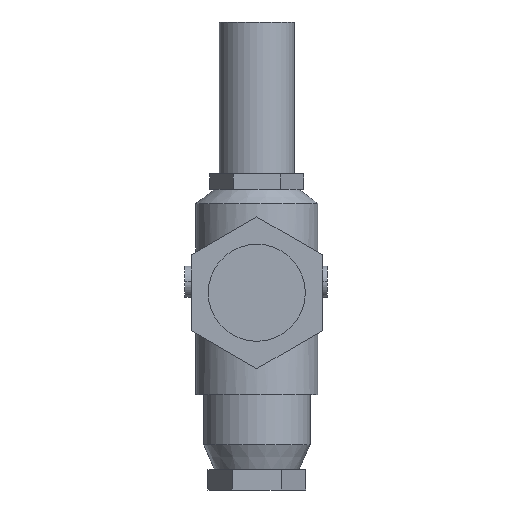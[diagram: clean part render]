
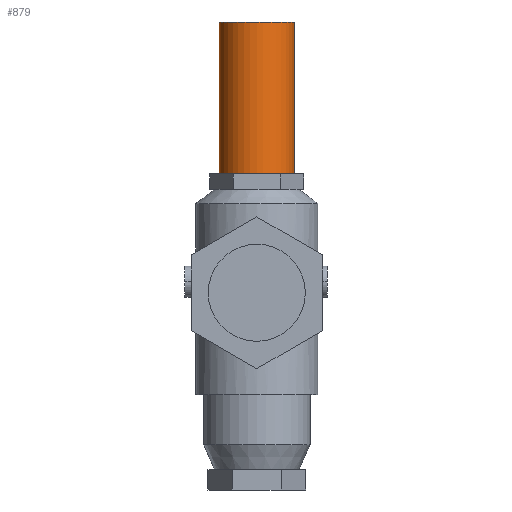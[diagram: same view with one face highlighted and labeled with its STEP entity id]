
A CAD part, left-side view. The second image highlights one B-rep face of the part: STEP entity #879.
In plain terms, the highlighted cylindrical face has radius 24 mm (diameter 48 mm), a partial arc.
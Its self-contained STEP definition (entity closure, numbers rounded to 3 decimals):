
#543=EDGE_CURVE('',#781,#587,#1435,.T.);
#587=VERTEX_POINT('',#1484);
#607=VERTEX_POINT('',#1507);
#613=EDGE_CURVE('',#667,#607,#1514,.T.);
#667=VERTEX_POINT('',#1572);
#673=EDGE_CURVE('',#587,#667,#1579,.T.);
#781=VERTEX_POINT('',#1690);
#837=EDGE_CURVE('',#607,#781,#1750,.T.);
#879=ADVANCED_FACE('',(#1796),#1797,.T.);
#1435=CIRCLE('',#2449,24.0);
#1484=CARTESIAN_POINT('',(0.,-24.0,173.0));
#1507=CARTESIAN_POINT('',(0.0,24.0,76.0));
#1514=CIRCLE('',#2551,24.0);
#1572=CARTESIAN_POINT('',(0.,-24.0,76.0));
#1579=LINE('',#2691,#2692);
#1690=CARTESIAN_POINT('',(0.0,24.0,173.0));
#1750=LINE('',#3020,#3021);
#1796=FACE_OUTER_BOUND('',#3149,.T.);
#1797=CYLINDRICAL_SURFACE('',#3150,24.0);
#2449=AXIS2_PLACEMENT_3D('',#4341,#4342,#4343);
#2551=AXIS2_PLACEMENT_3D('',#4440,#4441,#4442);
#2691=CARTESIAN_POINT('',(0.,-24.0,162.0));
#2692=VECTOR('',#4501,1.0);
#3020=CARTESIAN_POINT('',(0.,24.0,162.0));
#3021=VECTOR('',#4629,1.0);
#3149=EDGE_LOOP('',(#4678,#4679,#4680,#4681));
#3150=AXIS2_PLACEMENT_3D('',#4682,#4683,#4684);
#4341=CARTESIAN_POINT('',(0.0,0.0,173.0));
#4342=DIRECTION('',(0.0,0.0,1.0));
#4343=DIRECTION('',(0.0,1.0,0.0));
#4440=CARTESIAN_POINT('',(0.0,0.0,76.0));
#4441=DIRECTION('',(0.0,0.0,-1.0));
#4442=DIRECTION('',(0.0,1.0,0.0));
#4501=DIRECTION('',(0.0,0.0,-1.0));
#4629=DIRECTION('',(0.0,0.0,1.0));
#4678=ORIENTED_EDGE('',*,*,#837,.F.);
#4679=ORIENTED_EDGE('',*,*,#613,.F.);
#4680=ORIENTED_EDGE('',*,*,#673,.F.);
#4681=ORIENTED_EDGE('',*,*,#543,.F.);
#4682=CARTESIAN_POINT('',(0.0,0.0,162.0));
#4683=DIRECTION('',(0.0,0.0,-1.0));
#4684=DIRECTION('',(0.0,1.0,0.0));
